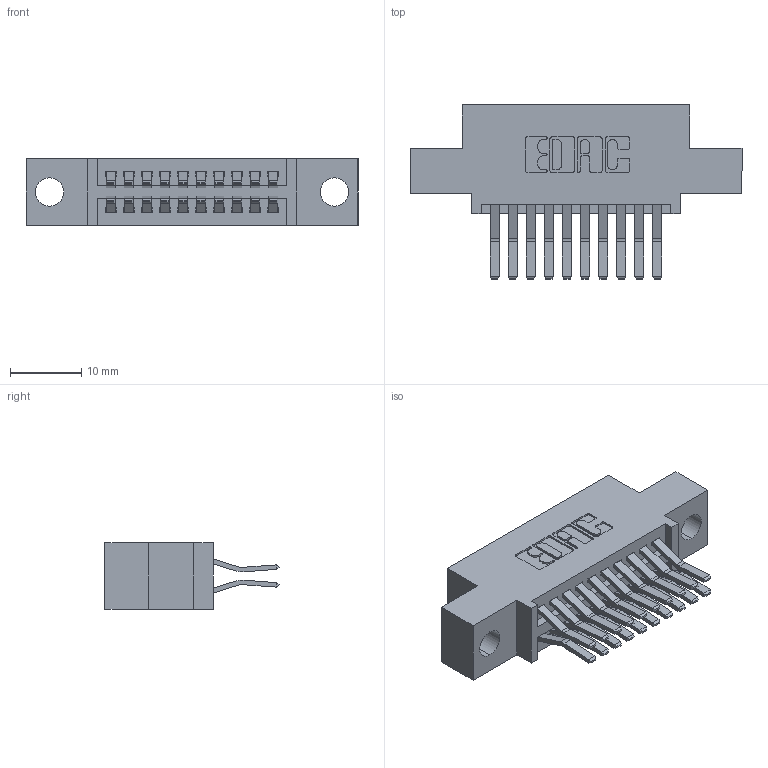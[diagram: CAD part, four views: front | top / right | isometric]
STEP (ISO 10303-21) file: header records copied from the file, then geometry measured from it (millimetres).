
FILE_DESCRIPTION (( 'STEP AP203' ), '1' );
FILE_NAME ('345-020-560-504.STEP', '2018-08-20T07:41:10', ( '' ), ( '' ), 'SwSTEP 2.0', 'SolidWorks 2016', '' );
FILE_SCHEMA (( 'CONFIG_CONTROL_DESIGN' ));
Length unit declared in the file: inch
Products named in the file (3): 345 Part_0.110 Offset - 0.156 Dia-TH; 345-292-001_560 Tail; 345-020-560-504
Assembly tree (21 placements, depth 2):
  345-020-560-504
    345 Part_0.110 Offset - 0.156 Dia-TH
    345-292-001_560 Tail  x20
Bounding box: 46.61 x 24.45 x 9.4 mm (x, y, z)
Volume: 4200.5 mm3; surface area: 5834.4 mm2
Topology: 21 solids, 21 shells, 1170 faces, 3453 edges, 2274 vertices
Faces by surface type: plane 744, cylinder 426
Entity records: 12377 total; most frequent: CARTESIAN_POINT 2108, ORIENTED_EDGE 2042, DIRECTION 1901, EDGE_CURVE 1021, VECTOR 845, LINE 845, VERTEX_POINT 678, AXIS2_PLACEMENT_3D 528
